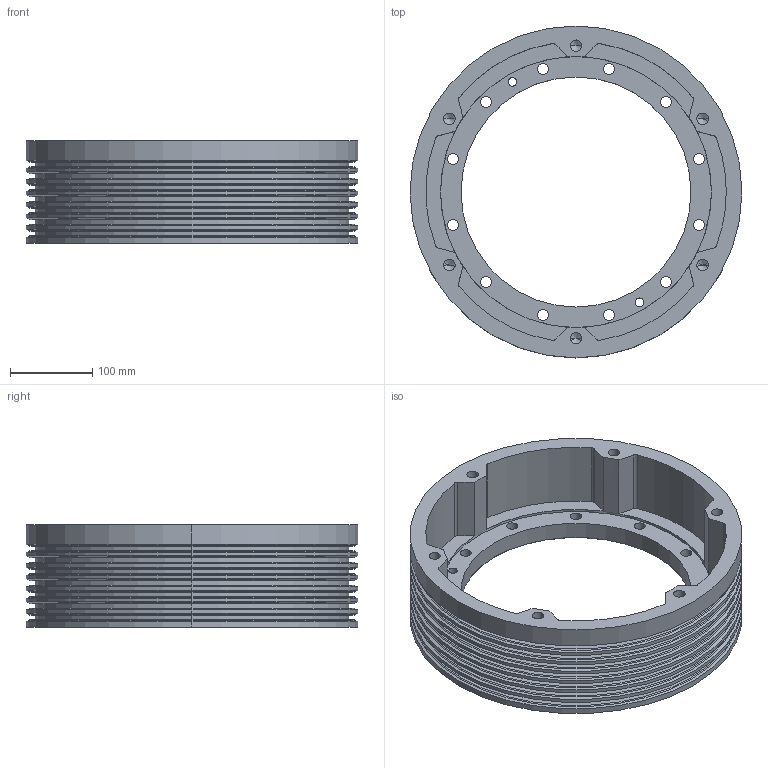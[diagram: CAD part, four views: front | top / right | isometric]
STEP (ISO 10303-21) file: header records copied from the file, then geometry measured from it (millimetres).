
FILE_DESCRIPTION (( 'STEP AP203' ), '1' );
FILE_NAME ('kvshll7.STEP', '2022-11-02T11:38:49', ( '' ), ( '' ), '', '', '' );
FILE_SCHEMA (( 'CONFIG_CONTROL_DESIGN' ));
Length unit declared in the file: millimetre
Products named in the file (1): kvshll7
Bounding box: 404 x 404 x 125 mm (x, y, z)
Volume: 3505675.2 mm3; surface area: 607687.1 mm2
Topology: 1 solids, 1 shells, 205 faces, 489 edges, 296 vertices
Faces by surface type: cylinder 95, cone 44, plane 36, torus 30
Entity records: 6056 total; most frequent: DIRECTION 1185, CARTESIAN_POINT 979, ORIENTED_EDGE 954, AXIS2_PLACEMENT_3D 502, EDGE_CURVE 477, VERTEX_POINT 296, CIRCLE 296, EDGE_LOOP 257
